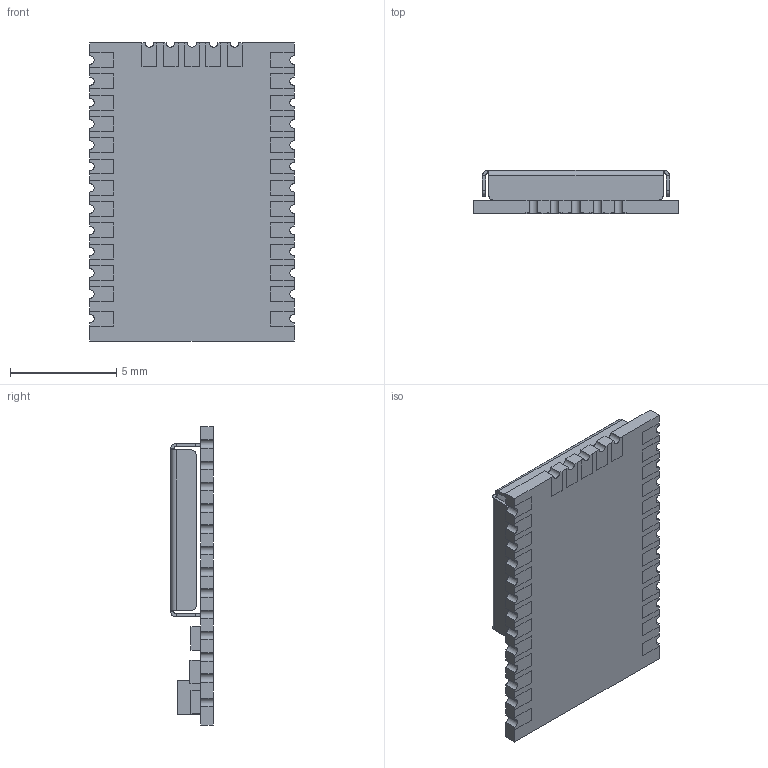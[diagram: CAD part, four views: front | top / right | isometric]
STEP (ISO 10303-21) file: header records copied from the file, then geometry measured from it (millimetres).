
FILE_DESCRIPTION((''),'2;1');
FILE_NAME('L96-ASSY-3D_ASM','2017-12-07T',('siler'),(''),'CREO PARAMETRIC BY PTC INC, 2014190','CREO PARAMETRIC BY PTC INC, 2014190','');
FILE_SCHEMA(('AUTOMOTIVE_DESIGN { 1 0 10303 214 1 1 1 1 }'));
Length unit declared in the file: millimetre
Products named in the file (3): L96-PCB; L96-COVER; L96-ASSY-3D_ASM
Assembly tree (2 placements, depth 2):
  L96-ASSY-3D_ASM
    L96-PCB
    L96-COVER
Bounding box: 9.6 x 2 x 14 mm (x, y, z)
Volume: 102.1 mm3; surface area: 529 mm2
Topology: 2 solids, 2 shells, 334 faces, 946 edges, 620 vertices
Faces by surface type: plane 254, cylinder 80
Entity records: 15090 total; most frequent: CARTESIAN_POINT 1912, ORIENTED_EDGE 1892, DIRECTION 1784, PRESENTATION_STYLE_ASSIGNMENT 1062, STYLED_ITEM 949, CURVE_STYLE 946, EDGE_CURVE 946, VECTOR 786
